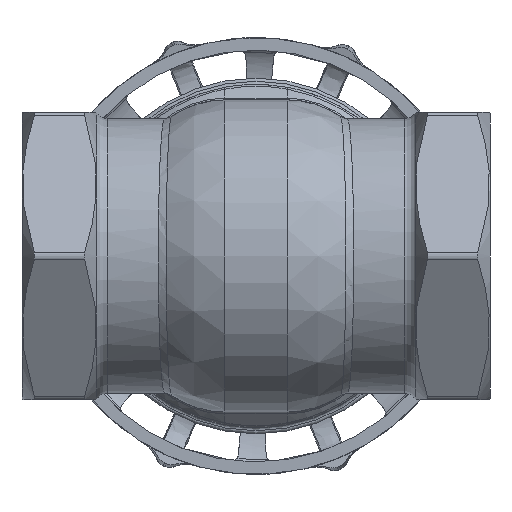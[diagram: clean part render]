
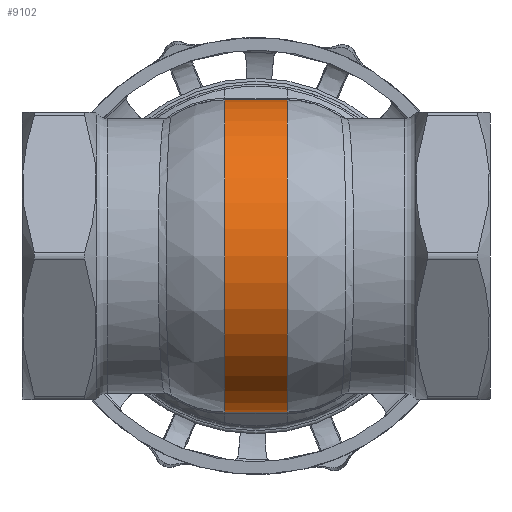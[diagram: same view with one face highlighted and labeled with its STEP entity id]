
A CAD part, front view. The second image highlights one B-rep face of the part: STEP entity #9102.
In plain terms, the highlighted cylindrical face has radius 25 mm (diameter 50 mm), a partial arc.
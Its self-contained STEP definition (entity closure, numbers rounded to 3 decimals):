
#1059=CYLINDRICAL_SURFACE('',#9808,25.);
#1964=FACE_OUTER_BOUND('',#2476,.T.);
#2476=EDGE_LOOP('',(#7149,#7150,#7151,#7152));
#2896=LINE('',#12966,#3243);
#3003=LINE('',#15043,#3350);
#3243=VECTOR('',#10478,10.);
#3350=VECTOR('',#11039,10.);
#3599=CIRCLE('',#9806,25.);
#3600=CIRCLE('',#9809,25.);
#3887=VERTEX_POINT('',#12945);
#3891=VERTEX_POINT('',#12964);
#3966=VERTEX_POINT('',#13467);
#4113=VERTEX_POINT('',#15023);
#4849=EDGE_CURVE('',#3887,#3891,#2896,.T.);
#5213=EDGE_CURVE('',#3887,#4113,#3599,.T.);
#5214=EDGE_CURVE('',#3966,#4113,#3003,.T.);
#5215=EDGE_CURVE('',#3966,#3891,#3600,.T.);
#7149=ORIENTED_EDGE('',*,*,#5213,.F.);
#7150=ORIENTED_EDGE('',*,*,#4849,.T.);
#7151=ORIENTED_EDGE('',*,*,#5215,.F.);
#7152=ORIENTED_EDGE('',*,*,#5214,.T.);
#9102=ADVANCED_FACE('',(#1964),#1059,.T.);
#9806=AXIS2_PLACEMENT_3D('',#15041,#11035,#11036);
#9808=AXIS2_PLACEMENT_3D('',#15044,#11040,#11041);
#9809=AXIS2_PLACEMENT_3D('',#15045,#11042,#11043);
#10478=DIRECTION('',(-1.,0.,0.));
#11035=DIRECTION('center_axis',(1.,0.,0.));
#11036=DIRECTION('ref_axis',(0.,-1.,0.));
#11039=DIRECTION('',(1.,0.,0.));
#11040=DIRECTION('center_axis',(-1.,0.,0.));
#11041=DIRECTION('ref_axis',(0.,-0.707,0.707));
#11042=DIRECTION('center_axis',(-1.,0.,0.));
#11043=DIRECTION('ref_axis',(0.,-1.,0.));
#12945=CARTESIAN_POINT('',(-32.5,-0.75,25.));
#12964=CARTESIAN_POINT('',(-42.5,-0.75,25.));
#12966=CARTESIAN_POINT('',(-47.5,-0.75,25.));
#13467=CARTESIAN_POINT('',(-42.5,-0.75,-25.));
#15023=CARTESIAN_POINT('',(-32.5,-0.75,-25.));
#15041=CARTESIAN_POINT('Origin',(-32.5,-0.75,0.));
#15043=CARTESIAN_POINT('',(-27.5,-0.75,-25.));
#15044=CARTESIAN_POINT('Origin',(-47.5,-0.75,0.));
#15045=CARTESIAN_POINT('Origin',(-42.5,-0.75,0.));
